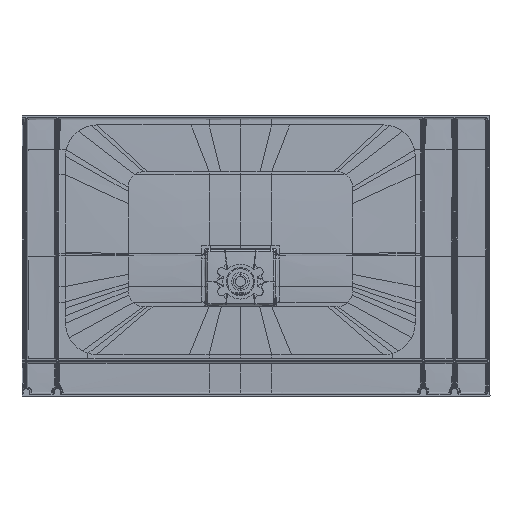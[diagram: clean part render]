
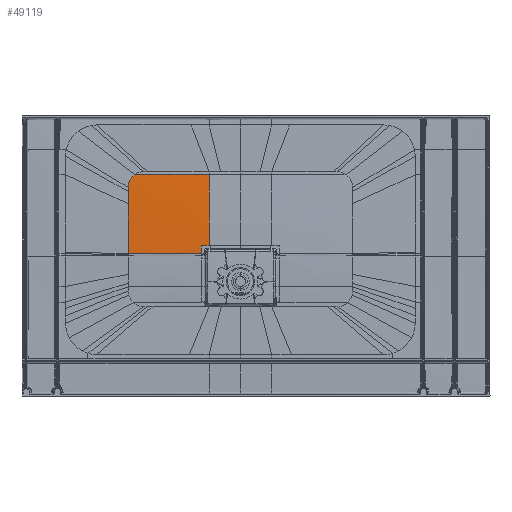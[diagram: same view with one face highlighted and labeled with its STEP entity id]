
A CAD part, front view. The second image highlights one B-rep face of the part: STEP entity #49119.
In plain terms, the highlighted free-form (B-spline) face has degree [3, 3] with [4, 4] control points.
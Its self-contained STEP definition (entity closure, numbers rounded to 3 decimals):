
#11549=CARTESIAN_POINT('',(-125.123,-27.951,
95.151));
#11550=CARTESIAN_POINT('',(-125.123,-27.912,
103.507));
#11551=CARTESIAN_POINT('',(-125.122,-27.853,
111.862));
#11552=CARTESIAN_POINT('',(-125.122,-27.775,
120.217));
#11554=CARTESIAN_POINT('',(-125.122,-27.775,
120.217));
#11555=CARTESIAN_POINT('',(-116.771,-27.796,
120.217));
#11556=CARTESIAN_POINT('',(-108.419,-27.807,
120.219));
#11557=CARTESIAN_POINT('',(-100.067,-27.807,
120.219));
#13169=CARTESIAN_POINT('',(-100.082,-20.62,
348.832));
#13170=CARTESIAN_POINT('',(-179.558,-20.62,
348.832));
#13171=CARTESIAN_POINT('',(-259.024,-20.234,
348.741));
#13172=CARTESIAN_POINT('',(-338.48,-19.581,
348.597));
#13205=CARTESIAN_POINT('',(-359.999,-24.583,
95.171));
#13206=CARTESIAN_POINT('',(-359.998,-24.474,
112.917));
#13207=CARTESIAN_POINT('',(-359.997,-24.151,
148.412));
#13208=CARTESIAN_POINT('',(-359.998,-23.344,
201.661));
#13209=CARTESIAN_POINT('',(-359.999,-22.591,
237.164));
#13210=CARTESIAN_POINT('',(-360.,-22.161,
254.915));
#13212=CARTESIAN_POINT('',(-360.,-22.161,
254.915));
#13213=CARTESIAN_POINT('',(-359.997,-22.055,
259.317));
#13214=CARTESIAN_POINT('',(-359.993,-21.836,
268.088));
#13215=CARTESIAN_POINT('',(-360.01,-21.49,
281.15));
#13216=CARTESIAN_POINT('',(-360.004,-21.249,
289.794));
#13217=CARTESIAN_POINT('',(-360.,-21.126,
294.101));
#13219=CARTESIAN_POINT('',(-360.,-21.126,
294.101));
#13220=CARTESIAN_POINT('',(-359.999,-21.083,
295.597));
#13221=CARTESIAN_POINT('',(-359.997,-20.997,
298.584));
#13222=CARTESIAN_POINT('',(-360.004,-20.865,
303.051));
#13223=CARTESIAN_POINT('',(-360.001,-20.776,
306.019));
#13224=CARTESIAN_POINT('',(-359.999,-20.732,
307.5));
#13226=CARTESIAN_POINT('',(-359.999,-20.732,
307.5));
#13227=CARTESIAN_POINT('',(-359.982,-20.714,
308.081));
#13228=CARTESIAN_POINT('',(-359.935,-20.681,
309.208));
#13229=CARTESIAN_POINT('',(-359.826,-20.635,
310.765));
#13230=CARTESIAN_POINT('',(-359.683,-20.591,
312.266));
#13231=CARTESIAN_POINT('',(-359.505,-20.548,
313.742));
#13232=CARTESIAN_POINT('',(-359.285,-20.504,
315.233));
#13233=CARTESIAN_POINT('',(-359.026,-20.461,
316.721));
#13234=CARTESIAN_POINT('',(-358.727,-20.419,
318.196));
#13235=CARTESIAN_POINT('',(-358.389,-20.377,
319.662));
#13236=CARTESIAN_POINT('',(-358.009,-20.335,
321.118));
#13237=CARTESIAN_POINT('',(-357.588,-20.294,
322.564));
#13238=CARTESIAN_POINT('',(-357.125,-20.253,
323.997));
#13239=CARTESIAN_POINT('',(-356.621,-20.213,
325.415));
#13240=CARTESIAN_POINT('',(-356.075,-20.173,
326.82));
#13241=CARTESIAN_POINT('',(-355.488,-20.134,
328.202));
#13242=CARTESIAN_POINT('',(-354.862,-20.096,
329.563));
#13243=CARTESIAN_POINT('',(-354.2,-20.059,
330.893));
#13244=CARTESIAN_POINT('',(-353.505,-20.023,
332.191));
#13245=CARTESIAN_POINT('',(-352.771,-19.988,
333.465));
#13246=CARTESIAN_POINT('',(-351.994,-19.953,
334.725));
#13247=CARTESIAN_POINT('',(-351.17,-19.918,
335.971));
#13248=CARTESIAN_POINT('',(-350.3,-19.885,
337.203));
#13249=CARTESIAN_POINT('',(-349.387,-19.852,
338.409));
#13250=CARTESIAN_POINT('',(-348.44,-19.82,
339.582));
#13251=CARTESIAN_POINT('',(-347.457,-19.789,
340.725));
#13252=CARTESIAN_POINT('',(-346.434,-19.759,
341.839));
#13253=CARTESIAN_POINT('',(-345.381,-19.73,
342.916));
#13254=CARTESIAN_POINT('',(-344.302,-19.702,
343.953));
#13255=CARTESIAN_POINT('',(-343.196,-19.676,
344.952));
#13256=CARTESIAN_POINT('',(-342.058,-19.65,
345.919));
#13257=CARTESIAN_POINT('',(-340.891,-19.626,
346.85));
#13258=CARTESIAN_POINT('',(-339.699,-19.603,
347.745));
#13259=CARTESIAN_POINT('',(-338.887,-19.588,
348.318));
#13260=CARTESIAN_POINT('',(-338.48,-19.581,
348.597));
#13270=CARTESIAN_POINT('',(-359.999,-24.583,
95.171));
#13271=CARTESIAN_POINT('',(-281.725,-26.62,
95.176));
#13272=CARTESIAN_POINT('',(-203.426,-27.752,
95.155));
#13273=CARTESIAN_POINT('',(-125.123,-27.951,
95.151));
#13307=CARTESIAN_POINT('',(-99.254,5162.979,
71.42));
#13308=DIRECTION('',(-1.,0.,0.));
#13309=DIRECTION('',(0.,-1.,0.009));
#13310=AXIS2_PLACEMENT_3D('',#13307,#13308,#13309);
#19648=CARTESIAN_POINT('',(-360.,-21.126,
294.101));
#19650=VERTEX_POINT('',#19648);
#19651=CARTESIAN_POINT('',(-359.999,-20.732,
307.5));
#19652=VERTEX_POINT('',#19651);
#19654=CARTESIAN_POINT('',(-338.48,-19.581,
348.597));
#19655=VERTEX_POINT('',#19654);
#19771=CARTESIAN_POINT('',(-359.999,-24.583,
95.171));
#19772=VERTEX_POINT('',#19771);
#19773=CARTESIAN_POINT('',(-360.,-22.161,
254.915));
#19774=VERTEX_POINT('',#19773);
#19775=VERTEX_POINT('',#13273);
#19776=CARTESIAN_POINT('',(-100.075,-27.807,
120.219));
#19777=CARTESIAN_POINT('',(-100.075,-20.619,
348.832));
#19778=VERTEX_POINT('',#19776);
#19779=VERTEX_POINT('',#19777);
#19780=VERTEX_POINT('',#11554);
#49089=CARTESIAN_POINT('',(-362.516,-19.288,
351.085));
#49090=CARTESIAN_POINT('',(-362.692,-22.28,
264.981));
#49091=CARTESIAN_POINT('',(-362.787,-24.024,
178.81));
#49092=CARTESIAN_POINT('',(-362.805,-24.524,
92.635));
#49093=CARTESIAN_POINT('',(-274.18,-20.042,
351.258));
#49094=CARTESIAN_POINT('',(-274.317,-24.055,
265.117));
#49095=CARTESIAN_POINT('',(-274.383,-26.325,
178.881));
#49096=CARTESIAN_POINT('',(-274.38,-26.852,
92.64));
#49097=CARTESIAN_POINT('',(-185.829,-20.492,
351.369));
#49098=CARTESIAN_POINT('',(-185.904,-25.159,
265.197));
#49099=CARTESIAN_POINT('',(-185.935,-27.668,
178.908));
#49100=CARTESIAN_POINT('',(-185.924,-28.017,
92.612));
#49101=CARTESIAN_POINT('',(-97.469,-20.482,
351.367));
#49102=CARTESIAN_POINT('',(-97.467,-25.136,
265.195));
#49103=CARTESIAN_POINT('',(-97.466,-27.641,
178.908));
#49104=CARTESIAN_POINT('',(-97.466,-27.993,
92.613));
#49105=B_SPLINE_SURFACE_WITH_KNOTS('',3,3,((#49089,#49090,#49091,#49092),
(#49093,#49094,#49095,#49096),(#49097,#49098,#49099,#49100),(#49101,#49102,
#49103,#49104)),.UNSPECIFIED.,.F.,.F.,.F.,(4,4),(4,4),(0.465,
1.005),(0.226,0.985),.UNSPECIFIED.);
#49107=ORIENTED_EDGE('',*,*,#49106,.F.);
#49108=ORIENTED_EDGE('',*,*,#46993,.T.);
#49109=ORIENTED_EDGE('',*,*,#47028,.T.);
#49110=ORIENTED_EDGE('',*,*,#47063,.T.);
#49111=ORIENTED_EDGE('',*,*,#47102,.T.);
#49112=ORIENTED_EDGE('',*,*,#49082,.F.);
#49114=ORIENTED_EDGE('',*,*,#49113,.F.);
#49115=ORIENTED_EDGE('',*,*,#45925,.F.);
#49116=ORIENTED_EDGE('',*,*,#45923,.F.);
#49117=EDGE_LOOP('',(#49107,#49108,#49109,#49110,#49111,#49112,#49114,#49115,
#49116));
#49118=FACE_OUTER_BOUND('',#49117,.F.);
#49119=ADVANCED_FACE('',(#49118),#49105,.F.);
#11553=B_SPLINE_CURVE_WITH_KNOTS('',3,(#11549,#11550,#11551,#11552),
.UNSPECIFIED.,.F.,.F.,(4,4),(0.,1.),.UNSPECIFIED.);
#11558=B_SPLINE_CURVE_WITH_KNOTS('',3,(#11554,#11555,#11556,#11557),
.UNSPECIFIED.,.F.,.F.,(4,4),(0.,1.),.UNSPECIFIED.);
#13173=B_SPLINE_CURVE_WITH_KNOTS('',3,(#13169,#13170,#13171,#13172),
.UNSPECIFIED.,.F.,.F.,(4,4),(0.,1.),.UNSPECIFIED.);
#13211=B_SPLINE_CURVE_WITH_KNOTS('',3,(#13205,#13206,#13207,#13208,#13209,
#13210),.UNSPECIFIED.,.F.,.F.,(4,1,1,4),(0.,0.333,
0.667,1.),.UNSPECIFIED.);
#13218=B_SPLINE_CURVE_WITH_KNOTS('',3,(#13212,#13213,#13214,#13215,#13216,
#13217),.UNSPECIFIED.,.F.,.F.,(4,1,1,4),(0.,0.333,
0.667,1.),.UNSPECIFIED.);
#13225=B_SPLINE_CURVE_WITH_KNOTS('',3,(#13219,#13220,#13221,#13222,#13223,
#13224),.UNSPECIFIED.,.F.,.F.,(4,1,1,4),(0.,0.333,
0.667,1.),.UNSPECIFIED.);
#13261=B_SPLINE_CURVE_WITH_KNOTS('',3,(#13226,#13227,#13228,#13229,#13230,
#13231,#13232,#13233,#13234,#13235,#13236,#13237,#13238,#13239,#13240,#13241,
#13242,#13243,#13244,#13245,#13246,#13247,#13248,#13249,#13250,#13251,#13252,
#13253,#13254,#13255,#13256,#13257,#13258,#13259,#13260),.UNSPECIFIED.,.F.,.F.,(
4,1,1,1,1,1,1,1,1,1,1,1,1,1,1,1,1,1,1,1,1,1,1,1,1,1,1,1,1,1,1,1,4),(0.,
0.031,0.063,0.094,0.125,0.156,0.188,0.219,0.25,0.281,
0.313,0.344,0.375,0.406,0.438,0.469,0.5,0.531,
0.563,0.594,0.625,0.656,0.688,0.719,0.75,0.781,
0.813,0.844,0.875,0.906,0.938,0.969,1.),.UNSPECIFIED.);
#13274=B_SPLINE_CURVE_WITH_KNOTS('',3,(#13270,#13271,#13272,#13273),
.UNSPECIFIED.,.F.,.F.,(4,4),(0.,1.),.UNSPECIFIED.);
#13311=CIRCLE('',#13310,5191.015);
#45923=EDGE_CURVE('',#19775,#19780,#11553,.T.);
#45925=EDGE_CURVE('',#19780,#19778,#11558,.T.);
#46993=EDGE_CURVE('',#19772,#19774,#13211,.T.);
#47028=EDGE_CURVE('',#19774,#19650,#13218,.T.);
#47063=EDGE_CURVE('',#19650,#19652,#13225,.T.);
#47102=EDGE_CURVE('',#19652,#19655,#13261,.T.);
#49082=EDGE_CURVE('',#19779,#19655,#13173,.T.);
#49106=EDGE_CURVE('',#19772,#19775,#13274,.T.);
#49113=EDGE_CURVE('',#19778,#19779,#13311,.T.);
